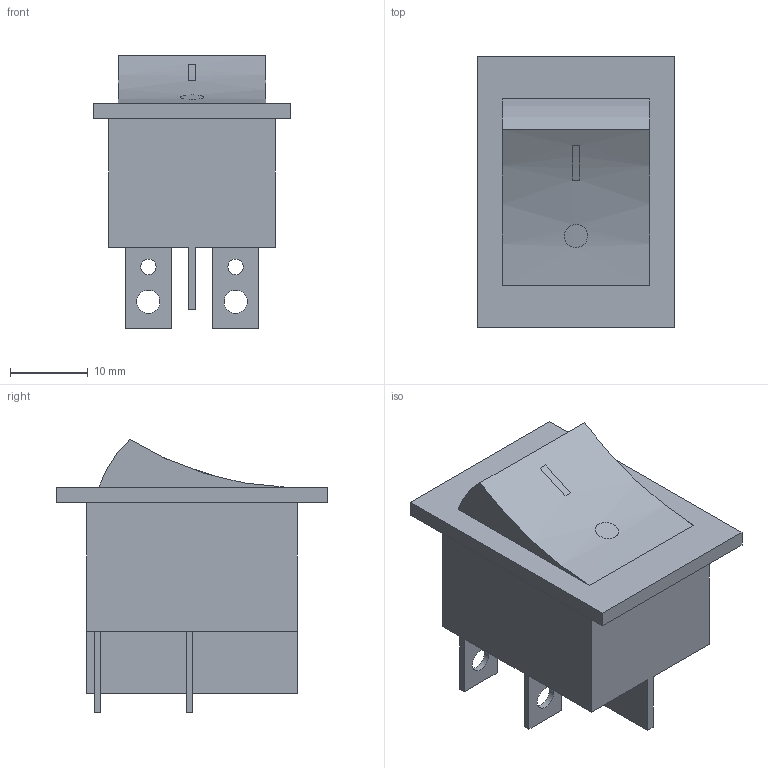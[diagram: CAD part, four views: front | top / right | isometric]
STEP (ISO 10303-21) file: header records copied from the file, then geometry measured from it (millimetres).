
FILE_DESCRIPTION(/* description */ ('STEP AP242','CAx-IF Rec.Pracs.---Representation and Presentation of Product Manufacturing Information (PMI)---4.0---2014-10-13','CAx-IF Rec.Pracs.---3D Tessellated Geometry---0.4---2014-09-14','2;1'),/* implementation_level */ '2;1');
FILE_NAME(/* name */ '651a22d50552356c5b90873a',/* time_stamp */ '2023-10-02T01:54:31Z',/* author */ (''),/* organization */ (''),/* preprocessor_version */ 'ST-DEVELOPER v19.4',/* originating_system */ ' ',/* authorisation */ ' ');
FILE_SCHEMA (('AP242_MANAGED_MODEL_BASED_3D_ENGINEERING_MIM_LF { 1 0 10303 442 1 1 4 }'));
Length unit declared in the file: metre
Products named in the file (1): On Off Rocker Switch
Bounding box: 25.5 x 35 x 35.3 mm (x, y, z)
Volume: 12928.4 mm3; surface area: 4832.4 mm2
Topology: 1 solids, 1 shells, 49 faces, 122 edges, 83 vertices
Faces by surface type: plane 37, cylinder 12
Full cylindrical faces by diameter (mm): 2 x4, 3 x4
Entity records: 1721 total; most frequent: CARTESIAN_POINT 257, DIRECTION 235, ORIENTED_EDGE 228, EDGE_CURVE 114, LINE 91, VECTOR 91, VERTEX_POINT 83, EDGE_LOOP 81
